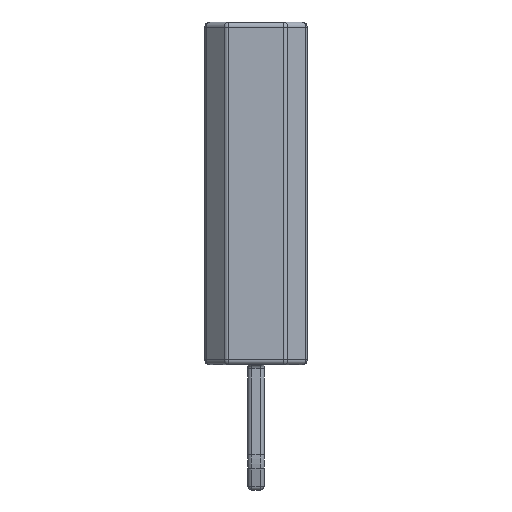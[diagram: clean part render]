
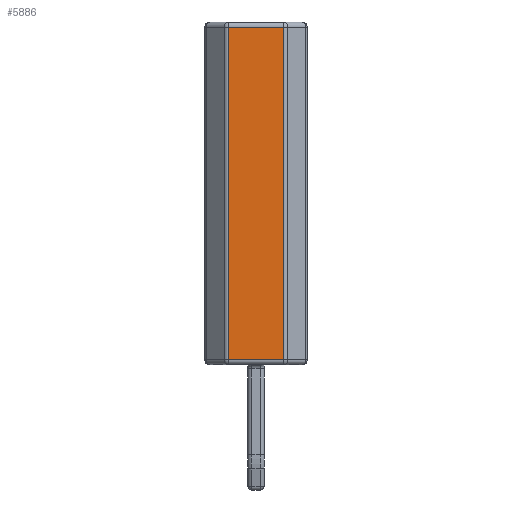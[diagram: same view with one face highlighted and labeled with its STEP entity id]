
A CAD part, left-side view. The second image highlights one B-rep face of the part: STEP entity #5886.
In plain terms, the highlighted planar face has unit normal (-1, 0, 0).
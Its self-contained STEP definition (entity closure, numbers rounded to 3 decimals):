
#5228 = CYLINDRICAL_SURFACE('',#5229,0.125);
#5229 = AXIS2_PLACEMENT_3D('',#5230,#5231,#5232);
#5230 = CARTESIAN_POINT('',(-1.145,0.692,0.));
#5231 = DIRECTION('',(0.,0.,1.));
#5232 = DIRECTION('',(-0.707,0.707,0.));
#5333 = VERTEX_POINT('',#5334);
#5334 = CARTESIAN_POINT('',(-1.27,0.692,0.125));
#5361 = EDGE_CURVE('',#5333,#5362,#5364,.T.);
#5362 = VERTEX_POINT('',#5363);
#5363 = CARTESIAN_POINT('',(-1.27,0.692,8.375));
#5364 = SURFACE_CURVE('',#5365,(#5369,#5376),.PCURVE_S1.);
#5365 = LINE('',#5366,#5367);
#5366 = CARTESIAN_POINT('',(-1.27,0.692,0.));
#5367 = VECTOR('',#5368,1.);
#5368 = DIRECTION('',(0.,0.,1.));
#5369 = PCURVE('',#5228,#5370);
#5370 = DEFINITIONAL_REPRESENTATION('',(#5371),#5375);
#5371 = LINE('',#5372,#5373);
#5372 = CARTESIAN_POINT('',(0.785,0.));
#5373 = VECTOR('',#5374,1.);
#5374 = DIRECTION('',(0.,1.));
#5375 = ( GEOMETRIC_REPRESENTATION_CONTEXT(2) 
PARAMETRIC_REPRESENTATION_CONTEXT() REPRESENTATION_CONTEXT('2D SPACE',''
  ) );
#5376 = PCURVE('',#5377,#5382);
#5377 = PLANE('',#5378);
#5378 = AXIS2_PLACEMENT_3D('',#5379,#5380,#5381);
#5379 = CARTESIAN_POINT('',(-1.27,-0.744,0.));
#5380 = DIRECTION('',(-1.,0.,0.));
#5381 = DIRECTION('',(0.,1.,0.));
#5382 = DEFINITIONAL_REPRESENTATION('',(#5383),#5387);
#5383 = LINE('',#5384,#5385);
#5384 = CARTESIAN_POINT('',(1.436,0.));
#5385 = VECTOR('',#5386,1.);
#5386 = DIRECTION('',(0.,-1.));
#5387 = ( GEOMETRIC_REPRESENTATION_CONTEXT(2) 
PARAMETRIC_REPRESENTATION_CONTEXT() REPRESENTATION_CONTEXT('2D SPACE',''
  ) );
#5591 = CYLINDRICAL_SURFACE('',#5592,0.125);
#5592 = AXIS2_PLACEMENT_3D('',#5593,#5594,#5595);
#5593 = CARTESIAN_POINT('',(-1.145,-0.744,8.375));
#5594 = DIRECTION('',(0.,1.,0.));
#5595 = DIRECTION('',(-1.,0.,0.));
#5873 = CYLINDRICAL_SURFACE('',#5874,0.125);
#5874 = AXIS2_PLACEMENT_3D('',#5875,#5876,#5877);
#5875 = CARTESIAN_POINT('',(-1.145,-0.744,0.125));
#5876 = DIRECTION('',(0.,1.,0.));
#5877 = DIRECTION('',(-1.,0.,0.));
#5886 = ADVANCED_FACE('',(#5887),#5377,.T.);
#5887 = FACE_BOUND('',#5888,.T.);
#5888 = EDGE_LOOP('',(#5889,#5912,#5913,#5936));
#5889 = ORIENTED_EDGE('',*,*,#5890,.T.);
#5890 = EDGE_CURVE('',#5891,#5362,#5893,.T.);
#5891 = VERTEX_POINT('',#5892);
#5892 = CARTESIAN_POINT('',(-1.27,-0.692,8.375));
#5893 = SURFACE_CURVE('',#5894,(#5898,#5905),.PCURVE_S1.);
#5894 = LINE('',#5895,#5896);
#5895 = CARTESIAN_POINT('',(-1.27,-0.744,8.375));
#5896 = VECTOR('',#5897,1.);
#5897 = DIRECTION('',(0.,1.,0.));
#5898 = PCURVE('',#5377,#5899);
#5899 = DEFINITIONAL_REPRESENTATION('',(#5900),#5904);
#5900 = LINE('',#5901,#5902);
#5901 = CARTESIAN_POINT('',(0.,-8.375));
#5902 = VECTOR('',#5903,1.);
#5903 = DIRECTION('',(1.,0.));
#5904 = ( GEOMETRIC_REPRESENTATION_CONTEXT(2) 
PARAMETRIC_REPRESENTATION_CONTEXT() REPRESENTATION_CONTEXT('2D SPACE',''
  ) );
#5905 = PCURVE('',#5591,#5906);
#5906 = DEFINITIONAL_REPRESENTATION('',(#5907),#5911);
#5907 = LINE('',#5908,#5909);
#5908 = CARTESIAN_POINT('',(0.,0.));
#5909 = VECTOR('',#5910,1.);
#5910 = DIRECTION('',(0.,1.));
#5911 = ( GEOMETRIC_REPRESENTATION_CONTEXT(2) 
PARAMETRIC_REPRESENTATION_CONTEXT() REPRESENTATION_CONTEXT('2D SPACE',''
  ) );
#5912 = ORIENTED_EDGE('',*,*,#5361,.F.);
#5913 = ORIENTED_EDGE('',*,*,#5914,.F.);
#5914 = EDGE_CURVE('',#5915,#5333,#5917,.T.);
#5915 = VERTEX_POINT('',#5916);
#5916 = CARTESIAN_POINT('',(-1.27,-0.692,0.125));
#5917 = SURFACE_CURVE('',#5918,(#5922,#5929),.PCURVE_S1.);
#5918 = LINE('',#5919,#5920);
#5919 = CARTESIAN_POINT('',(-1.27,-0.744,0.125));
#5920 = VECTOR('',#5921,1.);
#5921 = DIRECTION('',(0.,1.,0.));
#5922 = PCURVE('',#5377,#5923);
#5923 = DEFINITIONAL_REPRESENTATION('',(#5924),#5928);
#5924 = LINE('',#5925,#5926);
#5925 = CARTESIAN_POINT('',(0.,-0.125));
#5926 = VECTOR('',#5927,1.);
#5927 = DIRECTION('',(1.,0.));
#5928 = ( GEOMETRIC_REPRESENTATION_CONTEXT(2) 
PARAMETRIC_REPRESENTATION_CONTEXT() REPRESENTATION_CONTEXT('2D SPACE',''
  ) );
#5929 = PCURVE('',#5873,#5930);
#5930 = DEFINITIONAL_REPRESENTATION('',(#5931),#5935);
#5931 = LINE('',#5932,#5933);
#5932 = CARTESIAN_POINT('',(-0.,0.));
#5933 = VECTOR('',#5934,1.);
#5934 = DIRECTION('',(-0.,1.));
#5935 = ( GEOMETRIC_REPRESENTATION_CONTEXT(2) 
PARAMETRIC_REPRESENTATION_CONTEXT() REPRESENTATION_CONTEXT('2D SPACE',''
  ) );
#5936 = ORIENTED_EDGE('',*,*,#5937,.T.);
#5937 = EDGE_CURVE('',#5915,#5891,#5938,.T.);
#5938 = SURFACE_CURVE('',#5939,(#5943,#5950),.PCURVE_S1.);
#5939 = LINE('',#5940,#5941);
#5940 = CARTESIAN_POINT('',(-1.27,-0.692,0.));
#5941 = VECTOR('',#5942,1.);
#5942 = DIRECTION('',(0.,0.,1.));
#5943 = PCURVE('',#5377,#5944);
#5944 = DEFINITIONAL_REPRESENTATION('',(#5945),#5949);
#5945 = LINE('',#5946,#5947);
#5946 = CARTESIAN_POINT('',(0.052,0.));
#5947 = VECTOR('',#5948,1.);
#5948 = DIRECTION('',(0.,-1.));
#5949 = ( GEOMETRIC_REPRESENTATION_CONTEXT(2) 
PARAMETRIC_REPRESENTATION_CONTEXT() REPRESENTATION_CONTEXT('2D SPACE',''
  ) );
#5950 = PCURVE('',#5951,#5956);
#5951 = CYLINDRICAL_SURFACE('',#5952,0.125);
#5952 = AXIS2_PLACEMENT_3D('',#5953,#5954,#5955);
#5953 = CARTESIAN_POINT('',(-1.145,-0.692,0.));
#5954 = DIRECTION('',(0.,0.,1.));
#5955 = DIRECTION('',(-1.,0.,0.));
#5956 = DEFINITIONAL_REPRESENTATION('',(#5957),#5961);
#5957 = LINE('',#5958,#5959);
#5958 = CARTESIAN_POINT('',(0.,0.));
#5959 = VECTOR('',#5960,1.);
#5960 = DIRECTION('',(0.,1.));
#5961 = ( GEOMETRIC_REPRESENTATION_CONTEXT(2) 
PARAMETRIC_REPRESENTATION_CONTEXT() REPRESENTATION_CONTEXT('2D SPACE',''
  ) );
